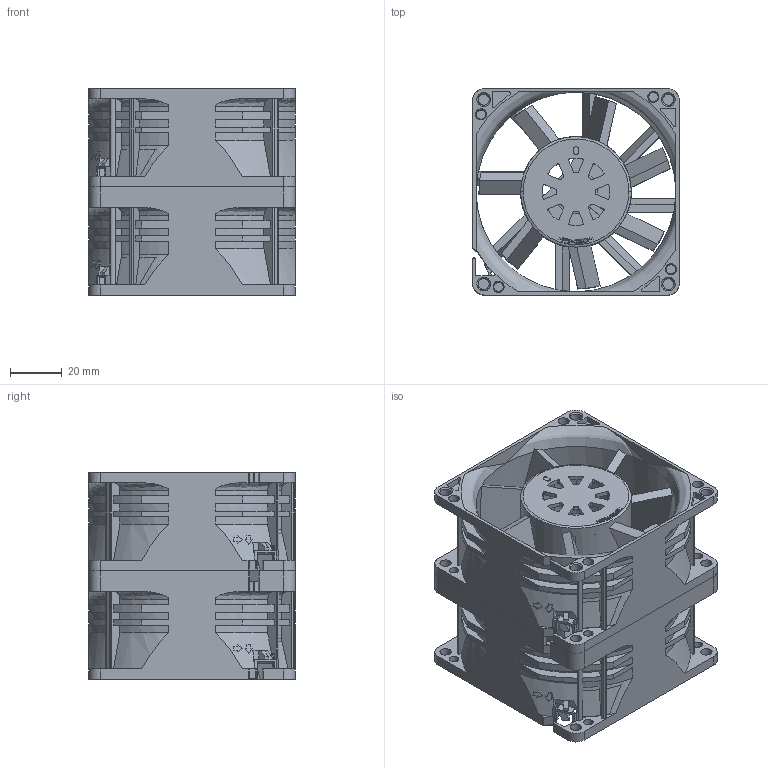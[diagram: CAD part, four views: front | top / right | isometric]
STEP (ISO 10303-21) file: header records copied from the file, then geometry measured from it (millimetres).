
FILE_DESCRIPTION (( 'STEP AP214' ), '1' );
FILE_NAME ('8080標準品.STEP', '2021-03-11T11:42:35', ( '' ), ( '' ), 'SwSTEP 2.0', 'SolidWorks 2016', '' );
FILE_SCHEMA (( 'AUTOMOTIVE_DESIGN' ));
Length unit declared in the file: millimetre
Products named in the file (4): rare; front; imp; 8080標準品
Assembly tree (4 placements, depth 2):
  8080標準品
    imp  x2
    front
    rare
Bounding box: 80 x 80 x 80.2 mm (x, y, z)
Volume: 92745.7 mm3; surface area: 106308 mm2
Topology: 4 solids, 7 shells, 1844 faces, 5323 edges, 3556 vertices
Faces by surface type: plane 859, cylinder 627, bspline 234, cone 112, torus 12
Entity records: 76327 total; most frequent: CARTESIAN_POINT 40529, ORIENTED_EDGE 8586, DIRECTION 5737, EDGE_CURVE 4293, VERTEX_POINT 2876, LINE 2105, VECTOR 2105, AXIS2_PLACEMENT_3D 1816
